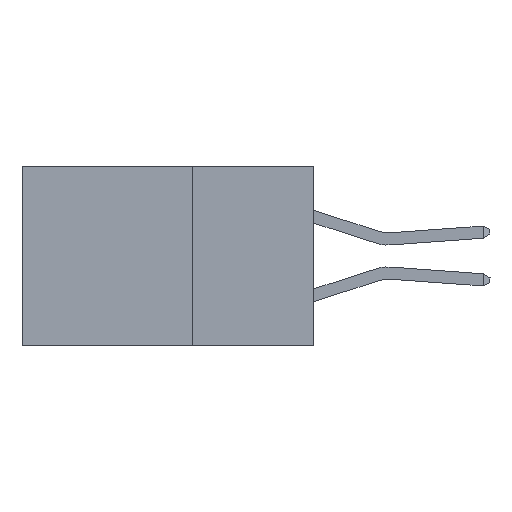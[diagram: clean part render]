
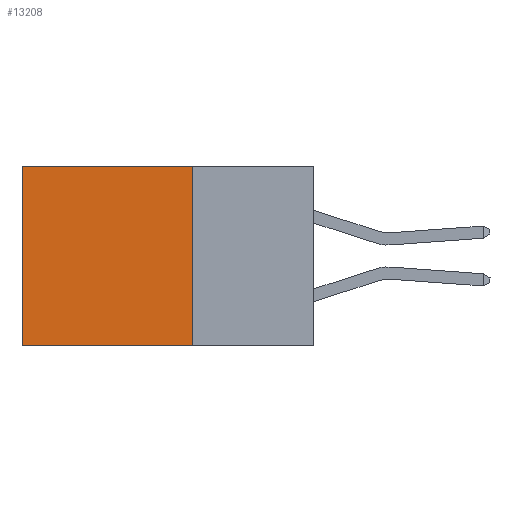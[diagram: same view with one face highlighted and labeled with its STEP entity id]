
A CAD part, left-side view. The second image highlights one B-rep face of the part: STEP entity #13208.
In plain terms, the highlighted planar face has unit normal (-1, 0, 0).
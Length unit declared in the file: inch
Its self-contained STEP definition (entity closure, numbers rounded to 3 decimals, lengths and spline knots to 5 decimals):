
#407 = EDGE_LOOP ( 'NONE', ( #1693, #2306, #11914, #13693 ) ) ;
#930 = LINE ( 'NONE', #12917, #4898 ) ;
#1583 = VECTOR ( 'NONE', #9055, 39.37008 ) ;
#1693 = ORIENTED_EDGE ( 'NONE', *, *, #16651, .T. ) ;
#2043 = VERTEX_POINT ( 'NONE', #18667 ) ;
#2067 = CARTESIAN_POINT ( 'NONE',  ( 0.2875, 0.6, 0. ) ) ;
#2306 = ORIENTED_EDGE ( 'NONE', *, *, #12200, .F. ) ;
#2488 = VERTEX_POINT ( 'NONE', #8209 ) ;
#2656 = LINE ( 'NONE', #14055, #6137 ) ;
#3903 = DIRECTION ( 'NONE',  ( 0., 0., -1. ) ) ;
#4866 = CARTESIAN_POINT ( 'NONE',  ( 0.2875, 0.25, -0.37 ) ) ;
#4898 = VECTOR ( 'NONE', #11015, 39.37008 ) ;
#4985 = VERTEX_POINT ( 'NONE', #12176 ) ;
#6137 = VECTOR ( 'NONE', #3903, 39.37008 ) ;
#8021 = DIRECTION ( 'NONE',  ( 0., 1., 0. ) ) ;
#8209 = CARTESIAN_POINT ( 'NONE',  ( 0.2875, 0.6, -0.37 ) ) ;
#9055 = DIRECTION ( 'NONE',  ( 0., 0., -1. ) ) ;
#9767 = EDGE_CURVE ( 'NONE', #19559, #2043, #2656, .T. ) ;
#10616 = LINE ( 'NONE', #2067, #1583 ) ;
#11015 = DIRECTION ( 'NONE',  ( 0., 1., 0. ) ) ;
#11914 = ORIENTED_EDGE ( 'NONE', *, *, #9767, .F. ) ;
#12176 = CARTESIAN_POINT ( 'NONE',  ( 0.2875, 0.6, 0. ) ) ;
#12200 = EDGE_CURVE ( 'NONE', #2043, #2488, #16116, .T. ) ;
#12917 = CARTESIAN_POINT ( 'NONE',  ( 0.2875, 0.25, 0. ) ) ;
#13208 = ADVANCED_FACE ( 'NONE', ( #17950 ), #15567, .F. ) ;
#13435 = VECTOR ( 'NONE', #8021, 39.37008 ) ;
#13439 = EDGE_CURVE ( 'NONE', #19559, #4985, #930, .T. ) ;
#13693 = ORIENTED_EDGE ( 'NONE', *, *, #13439, .T. ) ;
#14055 = CARTESIAN_POINT ( 'NONE',  ( 0.2875, 0.25, 0. ) ) ;
#15567 = PLANE ( 'NONE',  #19125 ) ;
#15862 = DIRECTION ( 'NONE',  ( 0., 0., -1. ) ) ;
#16116 = LINE ( 'NONE', #4866, #13435 ) ;
#16651 = EDGE_CURVE ( 'NONE', #4985, #2488, #10616, .T. ) ;
#17950 = FACE_OUTER_BOUND ( 'NONE', #407, .T. ) ;
#18667 = CARTESIAN_POINT ( 'NONE',  ( 0.2875, 0.25, -0.37 ) ) ;
#18996 = CARTESIAN_POINT ( 'NONE',  ( 0.2875, 0.25, 0. ) ) ;
#19125 = AXIS2_PLACEMENT_3D ( 'NONE', #18996, #21163, #15862 ) ;
#19559 = VERTEX_POINT ( 'NONE', #19901 ) ;
#19901 = CARTESIAN_POINT ( 'NONE',  ( 0.2875, 0.25, 0. ) ) ;
#21163 = DIRECTION ( 'NONE',  ( 1., 0., 0. ) ) ;
